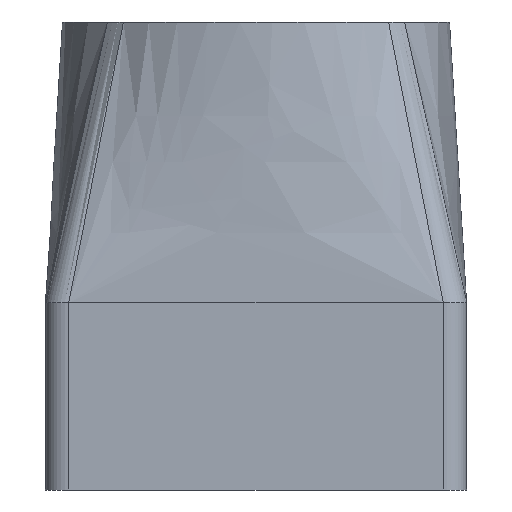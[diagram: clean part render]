
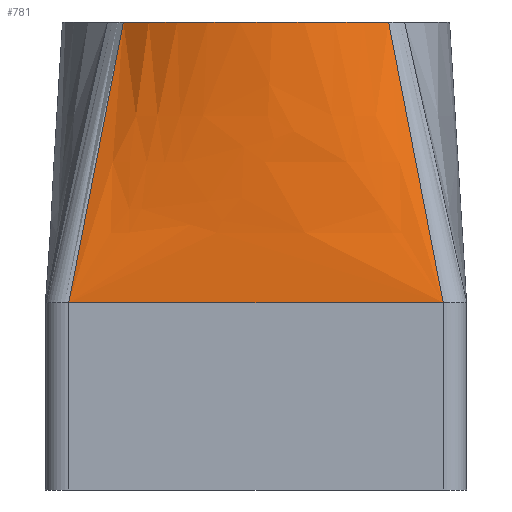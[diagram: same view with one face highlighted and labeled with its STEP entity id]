
A CAD part, front view. The second image highlights one B-rep face of the part: STEP entity #781.
In plain terms, the highlighted free-form (B-spline) face has degree [8, 1] with [9, 2] control points.
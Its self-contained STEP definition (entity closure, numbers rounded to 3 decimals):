
#365 = VERTEX_POINT('',#366);
#366 = CARTESIAN_POINT('',(8.,-8.5,8.));
#390 = EDGE_CURVE('',#365,#391,#393,.T.);
#391 = VERTEX_POINT('',#392);
#392 = CARTESIAN_POINT('',(-8.,-8.5,8.));
#393 = LINE('',#394,#395);
#394 = CARTESIAN_POINT('',(8.,-8.5,8.));
#395 = VECTOR('',#396,1.);
#396 = DIRECTION('',(-1.,0.,0.));
#750 = EDGE_CURVE('',#365,#751,#753,.T.);
#751 = VERTEX_POINT('',#752);
#752 = CARTESIAN_POINT('',(5.668,-6.022,20.));
#753 = B_SPLINE_CURVE_WITH_KNOTS('',1,(#754,#755),.UNSPECIFIED.,.F.,.F.,
  (2,2),(0.,1.),.PIECEWISE_BEZIER_KNOTS.);
#754 = CARTESIAN_POINT('',(8.,-8.5,8.));
#755 = CARTESIAN_POINT('',(5.668,-6.022,20.));
#781 = ADVANCED_FACE('',(#782),#800,.F.);
#782 = FACE_BOUND('',#783,.F.);
#783 = EDGE_LOOP('',(#784,#785,#792,#799));
#784 = ORIENTED_EDGE('',*,*,#390,.T.);
#785 = ORIENTED_EDGE('',*,*,#786,.T.);
#786 = EDGE_CURVE('',#391,#787,#789,.T.);
#787 = VERTEX_POINT('',#788);
#788 = CARTESIAN_POINT('',(-5.668,-6.022,20.));
#789 = B_SPLINE_CURVE_WITH_KNOTS('',1,(#790,#791),.UNSPECIFIED.,.F.,.F.,
  (2,2),(0.,1.),.PIECEWISE_BEZIER_KNOTS.);
#790 = CARTESIAN_POINT('',(-8.,-8.5,8.));
#791 = CARTESIAN_POINT('',(-5.668,-6.022,20.));
#792 = ORIENTED_EDGE('',*,*,#793,.T.);
#793 = EDGE_CURVE('',#787,#751,#794,.T.);
#794 = CIRCLE('',#795,8.27);
#795 = AXIS2_PLACEMENT_3D('',#796,#797,#798);
#796 = CARTESIAN_POINT('',(0.,0.,20.));
#797 = DIRECTION('',(0.,0.,1.));
#798 = DIRECTION('',(1.,0.,0.));
#799 = ORIENTED_EDGE('',*,*,#750,.F.);
#800 = B_SPLINE_SURFACE_WITH_KNOTS('',8,1,(
    (#801,#802)
    ,(#803,#804)
    ,(#805,#806)
    ,(#807,#808)
    ,(#809,#810)
    ,(#811,#812)
    ,(#813,#814)
    ,(#815,#816)
    ,(#817,#818
  )),.UNSPECIFIED.,.F.,.F.,.F.,(9,9),(2,2),(0.,16.),(0.,1.),
  .PIECEWISE_BEZIER_KNOTS.);
#801 = CARTESIAN_POINT('',(8.,-8.5,8.));
#802 = CARTESIAN_POINT('',(5.668,-6.022,20.));
#803 = CARTESIAN_POINT('',(6.,-8.5,8.));
#804 = CARTESIAN_POINT('',(4.531,-7.092,20.));
#805 = CARTESIAN_POINT('',(4.,-8.5,8.));
#806 = CARTESIAN_POINT('',(3.164,-7.917,20.
    ));
#807 = CARTESIAN_POINT('',(2.,-8.5,8.));
#808 = CARTESIAN_POINT('',(1.627,-8.439,
    20.));
#809 = CARTESIAN_POINT('',(0.,-8.5,8.));
#810 = CARTESIAN_POINT('',(0.,-8.617,20.));
#811 = CARTESIAN_POINT('',(-2.,-8.5,8.));
#812 = CARTESIAN_POINT('',(-1.627,-8.439,
    20.));
#813 = CARTESIAN_POINT('',(-4.,-8.5,8.));
#814 = CARTESIAN_POINT('',(-3.164,-7.917,
    20.));
#815 = CARTESIAN_POINT('',(-6.,-8.5,8.));
#816 = CARTESIAN_POINT('',(-4.531,-7.092,20.));
#817 = CARTESIAN_POINT('',(-8.,-8.5,8.));
#818 = CARTESIAN_POINT('',(-5.668,-6.022,20.));
